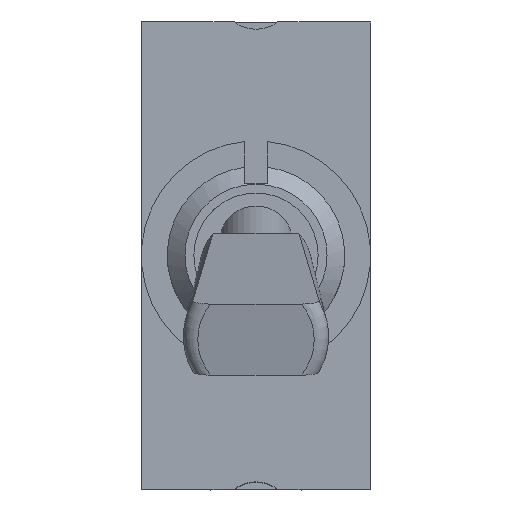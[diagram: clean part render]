
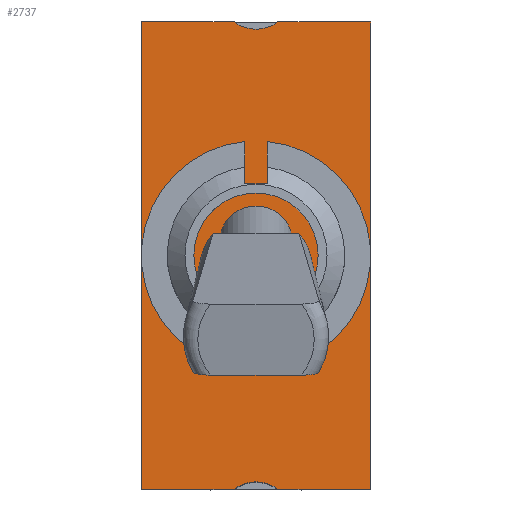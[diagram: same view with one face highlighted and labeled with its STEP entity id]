
A CAD part, top view. The second image highlights one B-rep face of the part: STEP entity #2737.
In plain terms, the highlighted planar face has unit normal (0, 0, 1).
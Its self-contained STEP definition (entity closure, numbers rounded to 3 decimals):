
#1838 = VERTEX_POINT('',#1839);
#1839 = CARTESIAN_POINT('',(0.762,8.153,11.801));
#1845 = EDGE_CURVE('',#1838,#1846,#1848,.T.);
#1846 = VERTEX_POINT('',#1847);
#1847 = CARTESIAN_POINT('',(-0.762,8.153,11.801));
#1848 = CIRCLE('',#1849,1.27);
#1849 = AXIS2_PLACEMENT_3D('',#1850,#1851,#1852);
#1850 = CARTESIAN_POINT('',(0.,9.169,
    11.801));
#1851 = DIRECTION('',(0.,0.,-1.));
#1852 = DIRECTION('',(0.,1.,0.));
#1894 = VERTEX_POINT('',#1895);
#1895 = CARTESIAN_POINT('',(0.762,-8.153,11.801));
#1912 = VERTEX_POINT('',#1913);
#1913 = CARTESIAN_POINT('',(-0.762,-8.153,11.801));
#1919 = EDGE_CURVE('',#1912,#1920,#1922,.T.);
#1920 = VERTEX_POINT('',#1921);
#1921 = CARTESIAN_POINT('',(-4.001,-8.153,11.801));
#1922 = LINE('',#1923,#1924);
#1923 = CARTESIAN_POINT('',(4.001,-8.153,11.801));
#1924 = VECTOR('',#1925,1.);
#1925 = DIRECTION('',(-1.,0.,0.));
#2010 = VERTEX_POINT('',#2011);
#2011 = CARTESIAN_POINT('',(4.001,-8.153,11.801));
#2017 = EDGE_CURVE('',#2010,#1894,#2018,.T.);
#2018 = LINE('',#2019,#2020);
#2019 = CARTESIAN_POINT('',(4.001,-8.153,11.801));
#2020 = VECTOR('',#2021,1.);
#2021 = DIRECTION('',(-1.,0.,0.));
#2339 = EDGE_CURVE('',#2340,#1838,#2342,.T.);
#2340 = VERTEX_POINT('',#2341);
#2341 = CARTESIAN_POINT('',(4.001,8.153,11.801));
#2342 = LINE('',#2343,#2344);
#2343 = CARTESIAN_POINT('',(4.001,8.153,11.801));
#2344 = VECTOR('',#2345,1.);
#2345 = DIRECTION('',(-1.,0.,0.));
#2430 = VERTEX_POINT('',#2431);
#2431 = CARTESIAN_POINT('',(-4.001,8.153,11.801));
#2437 = EDGE_CURVE('',#1846,#2430,#2438,.T.);
#2438 = LINE('',#2439,#2440);
#2439 = CARTESIAN_POINT('',(4.001,8.153,11.801));
#2440 = VECTOR('',#2441,1.);
#2441 = DIRECTION('',(-1.,0.,0.));
#2458 = EDGE_CURVE('',#2430,#1920,#2459,.T.);
#2459 = LINE('',#2460,#2461);
#2460 = CARTESIAN_POINT('',(-4.001,8.153,11.801));
#2461 = VECTOR('',#2462,1.);
#2462 = DIRECTION('',(0.,-1.,0.));
#2499 = EDGE_CURVE('',#2340,#2010,#2500,.T.);
#2500 = LINE('',#2501,#2502);
#2501 = CARTESIAN_POINT('',(4.001,8.153,11.801));
#2502 = VECTOR('',#2503,1.);
#2503 = DIRECTION('',(0.,-1.,0.));
#2737 = ADVANCED_FACE('',(#2738),#2754,.F.);
#2738 = FACE_BOUND('',#2739,.T.);
#2739 = EDGE_LOOP('',(#2740,#2747,#2748,#2749,#2750,#2751,#2752,#2753));
#2740 = ORIENTED_EDGE('',*,*,#2741,.T.);
#2741 = EDGE_CURVE('',#1912,#1894,#2742,.T.);
#2742 = CIRCLE('',#2743,1.27);
#2743 = AXIS2_PLACEMENT_3D('',#2744,#2745,#2746);
#2744 = CARTESIAN_POINT('',(0.,-9.169,
    11.801));
#2745 = DIRECTION('',(0.,0.,-1.));
#2746 = DIRECTION('',(0.,1.,0.));
#2747 = ORIENTED_EDGE('',*,*,#2017,.F.);
#2748 = ORIENTED_EDGE('',*,*,#2499,.F.);
#2749 = ORIENTED_EDGE('',*,*,#2339,.T.);
#2750 = ORIENTED_EDGE('',*,*,#1845,.T.);
#2751 = ORIENTED_EDGE('',*,*,#2437,.T.);
#2752 = ORIENTED_EDGE('',*,*,#2458,.T.);
#2753 = ORIENTED_EDGE('',*,*,#1919,.F.);
#2754 = PLANE('',#2755);
#2755 = AXIS2_PLACEMENT_3D('',#2756,#2757,#2758);
#2756 = CARTESIAN_POINT('',(4.001,8.153,11.801));
#2757 = DIRECTION('',(0.,0.,-1.));
#2758 = DIRECTION('',(0.,1.,0.));
